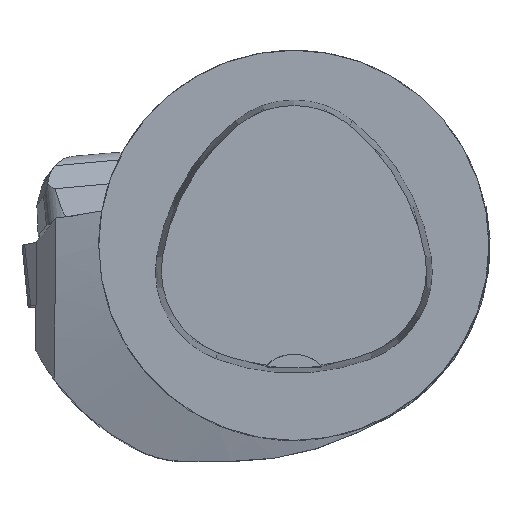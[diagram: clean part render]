
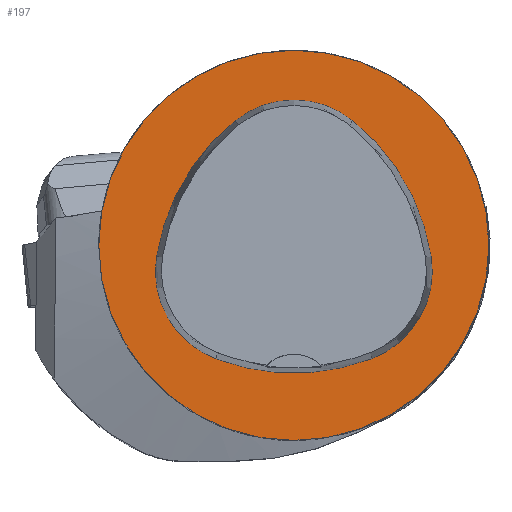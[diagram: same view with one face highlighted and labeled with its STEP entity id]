
A CAD part, top view. The second image highlights one B-rep face of the part: STEP entity #197.
In plain terms, the highlighted planar face has unit normal (0, 0, 1).
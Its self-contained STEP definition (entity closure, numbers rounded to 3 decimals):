
#96=FACE_BOUND('',#438,.T.);
#97=FACE_BOUND('',#439,.T.);
#197=ADVANCED_FACE('',(#96,#97),#273,.T.);
#273=PLANE('',#1864);
#438=EDGE_LOOP('',(#720,#721,#722,#723,#724,#725));
#439=EDGE_LOOP('',(#726));
#516=CIRCLE('',#1836,25.);
#517=CIRCLE('',#1842,28.);
#519=CIRCLE('',#1845,12.);
#521=CIRCLE('',#1848,28.);
#523=CIRCLE('',#1851,12.);
#527=CIRCLE('',#1856,28.);
#529=CIRCLE('',#1859,12.);
#720=ORIENTED_EDGE('',*,*,#1298,.T.);
#721=ORIENTED_EDGE('',*,*,#1278,.T.);
#722=ORIENTED_EDGE('',*,*,#1282,.T.);
#723=ORIENTED_EDGE('',*,*,#1285,.T.);
#724=ORIENTED_EDGE('',*,*,#1288,.T.);
#725=ORIENTED_EDGE('',*,*,#1296,.T.);
#726=ORIENTED_EDGE('',*,*,#1269,.F.);
#1090=VERTEX_POINT('',#2742);
#1099=VERTEX_POINT('',#2761);
#1100=VERTEX_POINT('',#2762);
#1103=VERTEX_POINT('',#2770);
#1105=VERTEX_POINT('',#2776);
#1107=VERTEX_POINT('',#2782);
#1114=VERTEX_POINT('',#2803);
#1269=EDGE_CURVE('',#1090,#1090,#516,.T.);
#1278=EDGE_CURVE('',#1099,#1100,#517,.T.);
#1282=EDGE_CURVE('',#1100,#1103,#519,.T.);
#1285=EDGE_CURVE('',#1103,#1105,#521,.T.);
#1288=EDGE_CURVE('',#1105,#1107,#523,.T.);
#1296=EDGE_CURVE('',#1107,#1114,#527,.T.);
#1298=EDGE_CURVE('',#1114,#1099,#529,.T.);
#1836=AXIS2_PLACEMENT_3D('',#2741,#2121,#2122);
#1842=AXIS2_PLACEMENT_3D('',#2760,#2137,#2138);
#1845=AXIS2_PLACEMENT_3D('',#2769,#2145,#2146);
#1848=AXIS2_PLACEMENT_3D('',#2775,#2152,#2153);
#1851=AXIS2_PLACEMENT_3D('',#2781,#2159,#2160);
#1856=AXIS2_PLACEMENT_3D('',#2804,#2171,#2172);
#1859=AXIS2_PLACEMENT_3D('',#2807,#2177,#2178);
#1864=AXIS2_PLACEMENT_3D('',#2812,#2187,#2188);
#2121=DIRECTION('',(0.,0.,-1.));
#2122=DIRECTION('',(-1.,0.,0.));
#2137=DIRECTION('',(0.,0.,-1.));
#2138=DIRECTION('',(-1.,0.,0.));
#2145=DIRECTION('',(0.,0.,-1.));
#2146=DIRECTION('',(-1.,0.,0.));
#2152=DIRECTION('',(0.,0.,-1.));
#2153=DIRECTION('',(-1.,0.,0.));
#2159=DIRECTION('',(0.,0.,-1.));
#2160=DIRECTION('',(-1.,0.,0.));
#2171=DIRECTION('',(0.,0.,-1.));
#2172=DIRECTION('',(-1.,0.,0.));
#2177=DIRECTION('',(0.,0.,-1.));
#2178=DIRECTION('',(-1.,0.,0.));
#2187=DIRECTION('',(0.,0.,1.));
#2188=DIRECTION('',(1.,0.,0.));
#2741=CARTESIAN_POINT('',(0.,0.,0.));
#2742=CARTESIAN_POINT('',(-25.,0.,0.));
#2760=CARTESIAN_POINT('',(10.068,-5.824,0.));
#2761=CARTESIAN_POINT('',(-17.584,-1.424,0.));
#2762=CARTESIAN_POINT('',(-7.531,15.953,0.));
#2769=CARTESIAN_POINT('',(0.011,6.62,0.));
#2770=CARTESIAN_POINT('',(7.567,15.942,0.));
#2775=CARTESIAN_POINT('',(-10.063,-5.81,0.));
#2776=CARTESIAN_POINT('',(17.59,-1.418,0.));
#2781=CARTESIAN_POINT('',(5.739,-3.3,0.));
#2782=CARTESIAN_POINT('',(10.05,-14.499,0.));
#2803=CARTESIAN_POINT('',(-10.025,-14.516,0.));
#2804=CARTESIAN_POINT('',(-0.01,11.631,0.));
#2807=CARTESIAN_POINT('',(-5.733,-3.31,0.));
#2812=CARTESIAN_POINT('',(0.,0.,0.));
